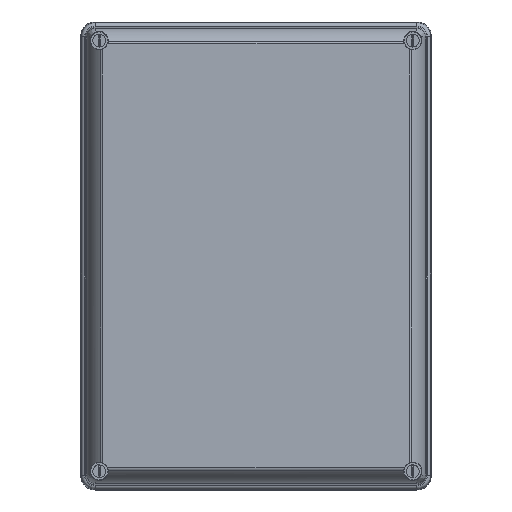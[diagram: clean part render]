
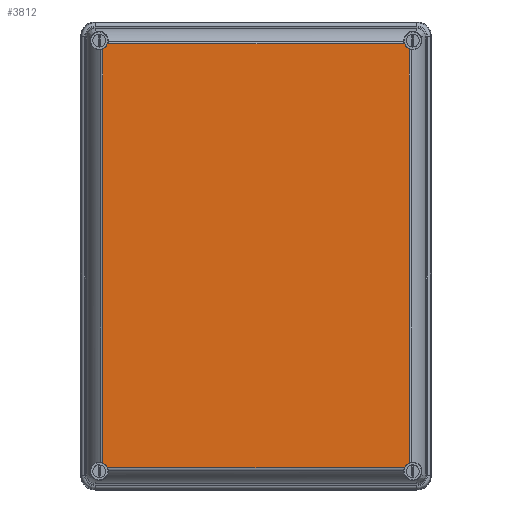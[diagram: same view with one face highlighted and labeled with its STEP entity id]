
A CAD part, top view. The second image highlights one B-rep face of the part: STEP entity #3812.
In plain terms, the highlighted planar face has unit normal (0, 0, 1).
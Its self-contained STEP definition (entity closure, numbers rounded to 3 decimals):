
#3812 = ADVANCED_FACE( '', ( #8040 ), #8041, .F. );
#8040 = FACE_OUTER_BOUND( '', #12512, .T. );
#8041 = PLANE( '', #12513 );
#12512 = EDGE_LOOP( '', ( #23214, #23215, #23216, #23217, #23218, #23219, #23220, #23221 ) );
#12513 = AXIS2_PLACEMENT_3D( '', #23222, #23223, #23224 );
#23214 = ORIENTED_EDGE( '', *, *, #26222, .F. );
#23215 = ORIENTED_EDGE( '', *, *, #28226, .T. );
#23216 = ORIENTED_EDGE( '', *, *, #26196, .F. );
#23217 = ORIENTED_EDGE( '', *, *, #24926, .T. );
#23218 = ORIENTED_EDGE( '', *, *, #26931, .F. );
#23219 = ORIENTED_EDGE( '', *, *, #27310, .F. );
#23220 = ORIENTED_EDGE( '', *, *, #27571, .F. );
#23221 = ORIENTED_EDGE( '', *, *, #28468, .F. );
#23222 = CARTESIAN_POINT( '', ( 137.5, 197.013, 57. ) );
#23223 = DIRECTION( '', ( 0., 0., -1. ) );
#23224 = DIRECTION( '', ( 0., 1., 0. ) );
#24926 = EDGE_CURVE( '', #29647, #29644, #29648, .F. );
#26196 = EDGE_CURVE( '', #29647, #31794, #31795, .F. );
#26222 = EDGE_CURVE( '', #31838, #31839, #31840, .F. );
#26931 = EDGE_CURVE( '', #32942, #29644, #32944, .F. );
#27310 = EDGE_CURVE( '', #33506, #32942, #33508, .T. );
#27571 = EDGE_CURVE( '', #33873, #33506, #33875, .F. );
#28226 = EDGE_CURVE( '', #31838, #31794, #34744, .T. );
#28468 = EDGE_CURVE( '', #31839, #33873, #35027, .F. );
#29644 = VERTEX_POINT( '', #36586 );
#29647 = VERTEX_POINT( '', #36598 );
#29648 = LINE( '', #36599, #36600 );
#31794 = VERTEX_POINT( '', #39954 );
#31795 = CIRCLE( '', #39955, 7.75 );
#31838 = VERTEX_POINT( '', #40104 );
#31839 = VERTEX_POINT( '', #40105 );
#31840 = CIRCLE( '', #40106, 7.75 );
#32942 = VERTEX_POINT( '', #41895 );
#32944 = CIRCLE( '', #41904, 7.75 );
#33506 = VERTEX_POINT( '', #42817 );
#33508 = LINE( '', #42828, #42829 );
#33873 = VERTEX_POINT( '', #43339 );
#33875 = CIRCLE( '', #43348, 7.75 );
#34744 = LINE( '', #44663, #44664 );
#35027 = LINE( '', #45042, #45043 );
#36586 = CARTESIAN_POINT( '', ( 126.835, -181.107, 57. ) );
#36598 = CARTESIAN_POINT( '', ( -126.835, -181.107, 57. ) );
#36599 = CARTESIAN_POINT( '', ( 200., -181.107, 57. ) );
#36600 = VECTOR( '', #46271, 1000. );
#39954 = CARTESIAN_POINT( '', ( -131.107, -176.87, 57. ) );
#39955 = AXIS2_PLACEMENT_3D( '', #47710, #47711, #47712 );
#40104 = CARTESIAN_POINT( '', ( -131.107, 176.87, 57. ) );
#40105 = CARTESIAN_POINT( '', ( -126.835, 181.107, 57. ) );
#40106 = AXIS2_PLACEMENT_3D( '', #47740, #47741, #47742 );
#41895 = CARTESIAN_POINT( '', ( 131.107, -176.87, 57. ) );
#41904 = AXIS2_PLACEMENT_3D( '', #48532, #48533, #48534 );
#42817 = CARTESIAN_POINT( '', ( 131.107, 176.87, 57. ) );
#42828 = CARTESIAN_POINT( '', ( 131.107, 200., 57. ) );
#42829 = VECTOR( '', #48938, 1000. );
#43339 = CARTESIAN_POINT( '', ( 126.835, 181.107, 57. ) );
#43348 = AXIS2_PLACEMENT_3D( '', #49200, #49201, #49202 );
#44663 = CARTESIAN_POINT( '', ( -131.107, 200., 57. ) );
#44664 = VECTOR( '', #49877, 1000. );
#45042 = CARTESIAN_POINT( '', ( 200., 181.107, 57. ) );
#45043 = VECTOR( '', #50132, 1000. );
#46271 = DIRECTION( '', ( -1., 0., 0. ) );
#47710 = CARTESIAN_POINT( '', ( -134., -184.06, 57. ) );
#47711 = DIRECTION( '', ( 0., 0., -1. ) );
#47712 = DIRECTION( '', ( 0., 1., 0. ) );
#47740 = CARTESIAN_POINT( '', ( -134., 184.06, 57. ) );
#47741 = DIRECTION( '', ( 0., 0., -1. ) );
#47742 = DIRECTION( '', ( 0., 1., 0. ) );
#48532 = CARTESIAN_POINT( '', ( 134., -184.06, 57. ) );
#48533 = DIRECTION( '', ( 0., 0., -1. ) );
#48534 = DIRECTION( '', ( 0., 1., 0. ) );
#48938 = DIRECTION( '', ( 0., -1., 0. ) );
#49200 = CARTESIAN_POINT( '', ( 134., 184.06, 57. ) );
#49201 = DIRECTION( '', ( 0., 0., -1. ) );
#49202 = DIRECTION( '', ( 0., 1., 0. ) );
#49877 = DIRECTION( '', ( 0., -1., 0. ) );
#50132 = DIRECTION( '', ( -1., 0., 0. ) );
